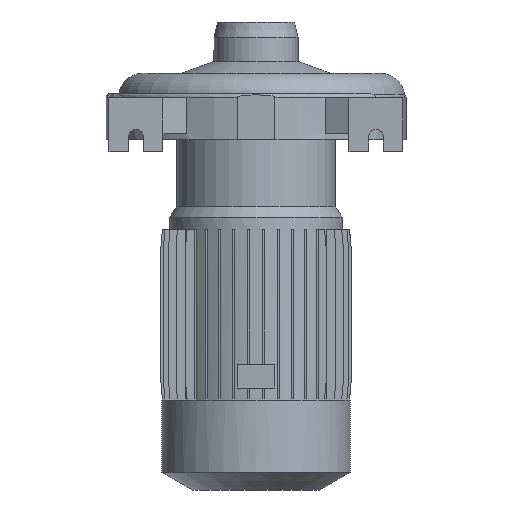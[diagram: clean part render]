
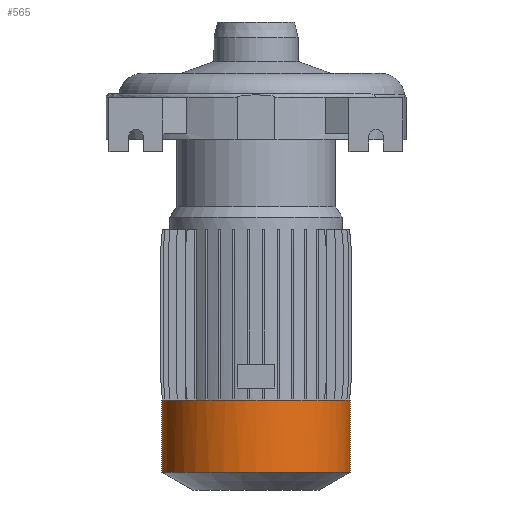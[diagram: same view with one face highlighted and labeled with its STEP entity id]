
A CAD part, front view. The second image highlights one B-rep face of the part: STEP entity #565.
In plain terms, the highlighted cylindrical face has radius 78.5 mm (diameter 157 mm), a partial arc.
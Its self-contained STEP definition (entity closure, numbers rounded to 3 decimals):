
#399 = EDGE_CURVE ( 'NONE', #8475, #7539, #5667, .T. ) ;
#547 = AXIS2_PLACEMENT_3D ( 'NONE', #1040, #6536, #3002 ) ;
#565 = ADVANCED_FACE ( 'NONE', ( #4500 ), #9987, .T. ) ;
#616 = VERTEX_POINT ( 'NONE', #9062 ) ;
#1040 = CARTESIAN_POINT ( 'NONE',  ( 0., 0., -252. ) ) ;
#1328 = VECTOR ( 'NONE', #8039, 1000. ) ;
#2109 = CIRCLE ( 'NONE', #547, 78.5 ) ;
#2425 = ORIENTED_EDGE ( 'NONE', *, *, #399, .F. ) ;
#2928 = DIRECTION ( 'NONE',  ( 0., 0., 1. ) ) ;
#3002 = DIRECTION ( 'NONE',  ( 1., 0., 0. ) ) ;
#3055 = AXIS2_PLACEMENT_3D ( 'NONE', #8720, #11535, #6900 ) ;
#3176 = AXIS2_PLACEMENT_3D ( 'NONE', #11873, #5299, #9241 ) ;
#4500 = FACE_OUTER_BOUND ( 'NONE', #8078, .T. ) ;
#4962 = EDGE_CURVE ( 'NONE', #8475, #616, #8496, .T. ) ;
#5071 = CARTESIAN_POINT ( 'NONE',  ( -78.5, 0., -252. ) ) ;
#5299 = DIRECTION ( 'NONE',  ( 0., 0., 1. ) ) ;
#5437 = VERTEX_POINT ( 'NONE', #8504 ) ;
#5667 = LINE ( 'NONE', #8471, #8212 ) ;
#6536 = DIRECTION ( 'NONE',  ( 0., 0., 1. ) ) ;
#6900 = DIRECTION ( 'NONE',  ( 1., 0., 0. ) ) ;
#7393 = EDGE_CURVE ( 'NONE', #7539, #5437, #2109, .T. ) ;
#7539 = VERTEX_POINT ( 'NONE', #5071 ) ;
#7936 = ORIENTED_EDGE ( 'NONE', *, *, #7393, .F. ) ;
#8039 = DIRECTION ( 'NONE',  ( 0., 0., 1. ) ) ;
#8078 = EDGE_LOOP ( 'NONE', ( #2425, #9755, #8577, #7936 ) ) ;
#8212 = VECTOR ( 'NONE', #2928, 1000. ) ;
#8471 = CARTESIAN_POINT ( 'NONE',  ( -78.5, 0., 63. ) ) ;
#8475 = VERTEX_POINT ( 'NONE', #8661 ) ;
#8496 = CIRCLE ( 'NONE', #3055, 78.5 ) ;
#8504 = CARTESIAN_POINT ( 'NONE',  ( 78.5, 0., -252. ) ) ;
#8577 = ORIENTED_EDGE ( 'NONE', *, *, #8986, .T. ) ;
#8661 = CARTESIAN_POINT ( 'NONE',  ( -78.5, 0., -312. ) ) ;
#8720 = CARTESIAN_POINT ( 'NONE',  ( 0., 0., -312. ) ) ;
#8949 = CARTESIAN_POINT ( 'NONE',  ( 78.5, 0., 63. ) ) ;
#8986 = EDGE_CURVE ( 'NONE', #616, #5437, #9751, .T. ) ;
#9062 = CARTESIAN_POINT ( 'NONE',  ( 78.5, 0., -312. ) ) ;
#9241 = DIRECTION ( 'NONE',  ( 1., 0., 0. ) ) ;
#9751 = LINE ( 'NONE', #8949, #1328 ) ;
#9755 = ORIENTED_EDGE ( 'NONE', *, *, #4962, .T. ) ;
#9987 = CYLINDRICAL_SURFACE ( 'NONE', #3176, 78.5 ) ;
#11535 = DIRECTION ( 'NONE',  ( 0., 0., 1. ) ) ;
#11873 = CARTESIAN_POINT ( 'NONE',  ( 0., 0., 63. ) ) ;
